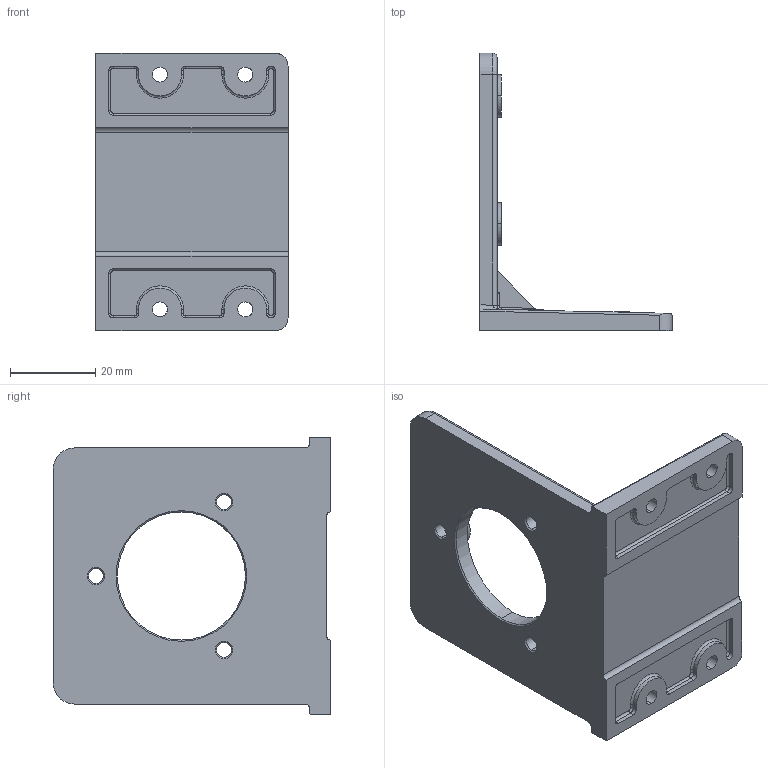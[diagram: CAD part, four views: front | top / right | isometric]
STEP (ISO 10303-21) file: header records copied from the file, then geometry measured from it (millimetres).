
FILE_DESCRIPTION (( 'STEP AP214' ), '1' );
FILE_NAME ('JT-035Db2.STEP', '2020-03-03T21:19:39', ( '' ), ( '' ), 'SwSTEP 2.0', 'SolidWorks 2017', '' );
FILE_SCHEMA (( 'AUTOMOTIVE_DESIGN' ));
Length unit declared in the file: millimetre
Products named in the file (1): JT-035Db2
Bounding box: 45 x 65 x 65 mm (x, y, z)
Volume: 21155 mm3; surface area: 14406.3 mm2
Topology: 1 solids, 1 shells, 368 faces, 921 edges, 556 vertices
Faces by surface type: cylinder 166, plane 99, torus 89, cone 8, bspline 6
Entity records: 11213 total; most frequent: CARTESIAN_POINT 2142, DIRECTION 2073, ORIENTED_EDGE 1838, EDGE_CURVE 919, AXIS2_PLACEMENT_3D 825, VERTEX_POINT 556, CIRCLE 462, VECTOR 423
